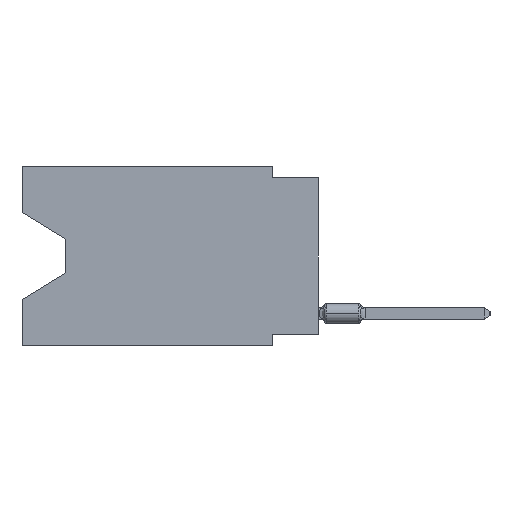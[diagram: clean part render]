
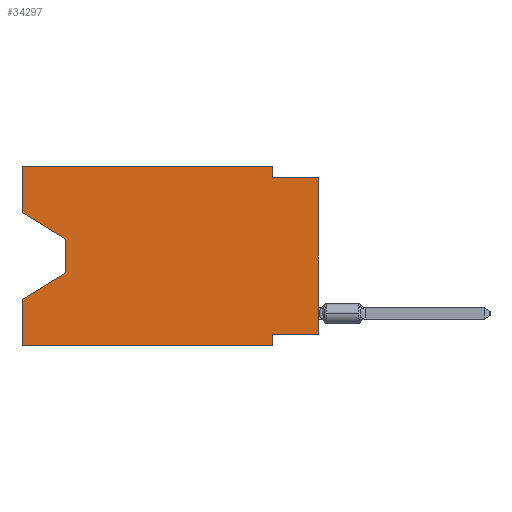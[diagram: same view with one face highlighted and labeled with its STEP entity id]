
A CAD part, left-side view. The second image highlights one B-rep face of the part: STEP entity #34297.
In plain terms, the highlighted planar face has unit normal (-1, 0, 0).
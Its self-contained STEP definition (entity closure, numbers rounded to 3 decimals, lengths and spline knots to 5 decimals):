
#1138 = ORIENTED_EDGE ( 'NONE', *, *, #18987, .F. ) ;
#4725 = PLANE ( 'NONE',  #31921 ) ;
#6461 = CARTESIAN_POINT ( 'NONE',  ( 0., 0., -0.365 ) ) ;
#6644 = ORIENTED_EDGE ( 'NONE', *, *, #82893, .T. ) ;
#7715 = DIRECTION ( 'NONE',  ( 0., -1., 0. ) ) ;
#8451 = VERTEX_POINT ( 'NONE', #65325 ) ;
#8543 = DIRECTION ( 'NONE',  ( 0., 0., 1. ) ) ;
#8675 = CARTESIAN_POINT ( 'NONE',  ( 0., 0., -0.365 ) ) ;
#10005 = ORIENTED_EDGE ( 'NONE', *, *, #19223, .F. ) ;
#13298 = ORIENTED_EDGE ( 'NONE', *, *, #60148, .T. ) ;
#14861 = CARTESIAN_POINT ( 'NONE',  ( 0., 0.645, -0.39 ) ) ;
#16258 = VECTOR ( 'NONE', #30988, 39.37008 ) ;
#16315 = VERTEX_POINT ( 'NONE', #71203 ) ;
#17855 = EDGE_CURVE ( 'NONE', #78645, #41178, #59104, .T. ) ;
#18564 = VERTEX_POINT ( 'NONE', #71205 ) ;
#18987 = EDGE_CURVE ( 'NONE', #41178, #18564, #70552, .T. ) ;
#19106 = ORIENTED_EDGE ( 'NONE', *, *, #61302, .F. ) ;
#19223 = EDGE_CURVE ( 'NONE', #8451, #16315, #28791, .T. ) ;
#20759 = VERTEX_POINT ( 'NONE', #86676 ) ;
#22382 = ORIENTED_EDGE ( 'NONE', *, *, #73957, .T. ) ;
#23332 = VECTOR ( 'NONE', #67811, 39.37008 ) ;
#24023 = CARTESIAN_POINT ( 'NONE',  ( 0., 0.1, -0.39 ) ) ;
#24996 = LINE ( 'NONE', #39060, #68305 ) ;
#25279 = ORIENTED_EDGE ( 'NONE', *, *, #84542, .T. ) ;
#25627 = CARTESIAN_POINT ( 'NONE',  ( 0., 0.645, -0.28975 ) ) ;
#26200 = VECTOR ( 'NONE', #51295, 39.37008 ) ;
#28432 = VECTOR ( 'NONE', #40230, 39.37008 ) ;
#28688 = CARTESIAN_POINT ( 'NONE',  ( 0., 0.1, 0. ) ) ;
#28791 = LINE ( 'NONE', #55133, #52366 ) ;
#30571 = LINE ( 'NONE', #64354, #16258 ) ;
#30988 = DIRECTION ( 'NONE',  ( 0., -1., 0. ) ) ;
#31166 = DIRECTION ( 'NONE',  ( 0., 0., -1. ) ) ;
#31921 = AXIS2_PLACEMENT_3D ( 'NONE', #85876, #59109, #72276 ) ;
#32221 = VERTEX_POINT ( 'NONE', #79744 ) ;
#32440 = CARTESIAN_POINT ( 'NONE',  ( 0., 0.1, -0.365 ) ) ;
#32624 = VERTEX_POINT ( 'NONE', #77037 ) ;
#33611 = CARTESIAN_POINT ( 'NONE',  ( 0., 0.645, 0. ) ) ;
#34155 = VECTOR ( 'NONE', #70989, 39.37008 ) ;
#34297 = ADVANCED_FACE ( 'NONE', ( #85436 ), #4725, .F. ) ;
#34734 = VERTEX_POINT ( 'NONE', #25627 ) ;
#35278 = VERTEX_POINT ( 'NONE', #14861 ) ;
#35723 = LINE ( 'NONE', #28688, #76732 ) ;
#39060 = CARTESIAN_POINT ( 'NONE',  ( 0., 0.55, -0.158 ) ) ;
#39532 = EDGE_LOOP ( 'NONE', ( #13298, #25279, #22382, #19106, #6644, #1138, #42222, #79024, #10005, #64801, #51271, #52689 ) ) ;
#40186 = LINE ( 'NONE', #66957, #23332 ) ;
#40230 = DIRECTION ( 'NONE',  ( 0., 1., 0. ) ) ;
#40501 = CARTESIAN_POINT ( 'NONE',  ( 0., 0.645, -0.10025 ) ) ;
#41178 = VERTEX_POINT ( 'NONE', #32440 ) ;
#42222 = ORIENTED_EDGE ( 'NONE', *, *, #17855, .F. ) ;
#43075 = CARTESIAN_POINT ( 'NONE',  ( 0., 0.55, -0.232 ) ) ;
#43267 = EDGE_CURVE ( 'NONE', #20759, #8451, #35723, .T. ) ;
#43335 = VECTOR ( 'NONE', #48366, 39.37008 ) ;
#44740 = CARTESIAN_POINT ( 'NONE',  ( 0., 0., 0. ) ) ;
#45905 = DIRECTION ( 'NONE',  ( 0., 0., 1. ) ) ;
#48366 = DIRECTION ( 'NONE',  ( 0., -0.855, -0.519 ) ) ;
#51271 = ORIENTED_EDGE ( 'NONE', *, *, #61263, .F. ) ;
#51295 = DIRECTION ( 'NONE',  ( 0., 0., 1. ) ) ;
#52366 = VECTOR ( 'NONE', #82755, 39.37008 ) ;
#52689 = ORIENTED_EDGE ( 'NONE', *, *, #64959, .F. ) ;
#55133 = CARTESIAN_POINT ( 'NONE',  ( 0., 0., -0.025 ) ) ;
#55476 = DIRECTION ( 'NONE',  ( 0., 0., -1. ) ) ;
#56805 = VERTEX_POINT ( 'NONE', #70713 ) ;
#58271 = EDGE_CURVE ( 'NONE', #78645, #16315, #70196, .T. ) ;
#58841 = VECTOR ( 'NONE', #45905, 39.37008 ) ;
#59104 = LINE ( 'NONE', #6461, #28432 ) ;
#59109 = DIRECTION ( 'NONE',  ( 1., 0., 0. ) ) ;
#59927 = CARTESIAN_POINT ( 'NONE',  ( 0., 0.645, 0. ) ) ;
#60148 = EDGE_CURVE ( 'NONE', #32624, #56805, #81702, .T. ) ;
#60370 = LINE ( 'NONE', #59927, #58841 ) ;
#61263 = EDGE_CURVE ( 'NONE', #32221, #20759, #79685, .T. ) ;
#61302 = EDGE_CURVE ( 'NONE', #35278, #34734, #60370, .T. ) ;
#64354 = CARTESIAN_POINT ( 'NONE',  ( 0., 0.645, -0.39 ) ) ;
#64801 = ORIENTED_EDGE ( 'NONE', *, *, #43267, .F. ) ;
#64880 = VECTOR ( 'NONE', #8543, 39.37008 ) ;
#64959 = EDGE_CURVE ( 'NONE', #32624, #32221, #68645, .T. ) ;
#65325 = CARTESIAN_POINT ( 'NONE',  ( 0., 0.1, -0.025 ) ) ;
#66957 = CARTESIAN_POINT ( 'NONE',  ( 0., 0.55, -0.232 ) ) ;
#67355 = CARTESIAN_POINT ( 'NONE',  ( 0., 0.645, 0. ) ) ;
#67811 = DIRECTION ( 'NONE',  ( 0., 0.855, -0.519 ) ) ;
#68305 = VECTOR ( 'NONE', #31166, 39.37008 ) ;
#68645 = LINE ( 'NONE', #67355, #64880 ) ;
#68686 = VECTOR ( 'NONE', #7715, 39.37008 ) ;
#70196 = LINE ( 'NONE', #44740, #26200 ) ;
#70552 = LINE ( 'NONE', #24023, #34155 ) ;
#70713 = CARTESIAN_POINT ( 'NONE',  ( 0., 0.55, -0.158 ) ) ;
#70989 = DIRECTION ( 'NONE',  ( 0., 0., -1. ) ) ;
#71203 = CARTESIAN_POINT ( 'NONE',  ( 0., 0., -0.025 ) ) ;
#71205 = CARTESIAN_POINT ( 'NONE',  ( 0., 0.1, -0.39 ) ) ;
#72276 = DIRECTION ( 'NONE',  ( 0., 0., -1. ) ) ;
#73957 = EDGE_CURVE ( 'NONE', #76630, #34734, #40186, .T. ) ;
#76630 = VERTEX_POINT ( 'NONE', #43075 ) ;
#76732 = VECTOR ( 'NONE', #55476, 39.37008 ) ;
#77037 = CARTESIAN_POINT ( 'NONE',  ( 0., 0.645, -0.10025 ) ) ;
#78645 = VERTEX_POINT ( 'NONE', #8675 ) ;
#79024 = ORIENTED_EDGE ( 'NONE', *, *, #58271, .T. ) ;
#79685 = LINE ( 'NONE', #33611, #68686 ) ;
#79744 = CARTESIAN_POINT ( 'NONE',  ( 0., 0.645, 0. ) ) ;
#81702 = LINE ( 'NONE', #40501, #43335 ) ;
#82755 = DIRECTION ( 'NONE',  ( 0., -1., 0. ) ) ;
#82893 = EDGE_CURVE ( 'NONE', #35278, #18564, #30571, .T. ) ;
#84542 = EDGE_CURVE ( 'NONE', #56805, #76630, #24996, .T. ) ;
#85436 = FACE_OUTER_BOUND ( 'NONE', #39532, .T. ) ;
#85876 = CARTESIAN_POINT ( 'NONE',  ( 0., 0.645, 0. ) ) ;
#86676 = CARTESIAN_POINT ( 'NONE',  ( 0., 0.1, 0. ) ) ;
